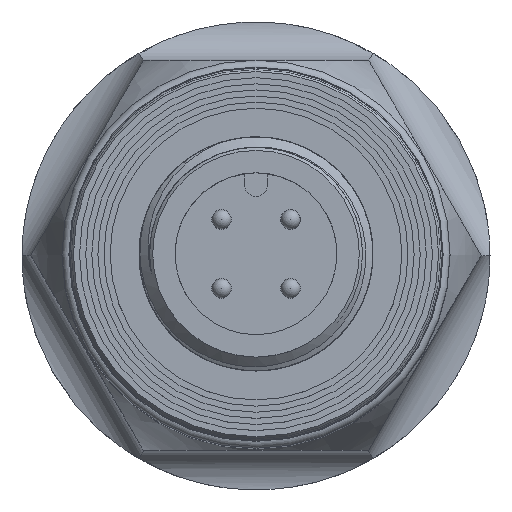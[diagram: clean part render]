
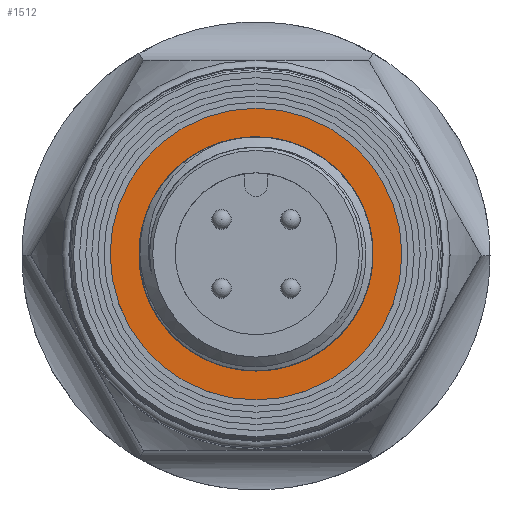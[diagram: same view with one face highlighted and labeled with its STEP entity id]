
A CAD part, top view. The second image highlights one B-rep face of the part: STEP entity #1512.
In plain terms, the highlighted planar face has unit normal (0, 0, 1).
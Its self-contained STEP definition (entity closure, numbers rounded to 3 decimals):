
#163=PLANE('',#1628);
#207=CIRCLE('',#1627,7.48);
#208=CIRCLE('',#1629,5.889);
#435=ORIENTED_EDGE('',*,*,#595,.F.);
#436=ORIENTED_EDGE('',*,*,#594,.T.);
#594=EDGE_CURVE('',#695,#695,#207,.T.);
#595=EDGE_CURVE('',#696,#696,#208,.T.);
#695=VERTEX_POINT('',#11349);
#696=VERTEX_POINT('',#11352);
#821=EDGE_LOOP('',(#435));
#822=EDGE_LOOP('',(#436));
#932=FACE_BOUND('',#821,.T.);
#933=FACE_BOUND('',#822,.T.);
#1512=ADVANCED_FACE('',(#932,#933),#163,.F.);
#1627=AXIS2_PLACEMENT_3D('',#11348,#1852,#1853);
#1628=AXIS2_PLACEMENT_3D('',#11350,#1854,#1855);
#1629=AXIS2_PLACEMENT_3D('',#11351,#1856,#1857);
#1852=DIRECTION('',(0.,0.,1.));
#1853=DIRECTION('',(1.,0.,0.));
#1854=DIRECTION('',(0.,0.,-1.));
#1855=DIRECTION('',(-1.,0.,0.));
#1856=DIRECTION('',(0.,0.,1.));
#1857=DIRECTION('',(1.,0.,0.));
#11348=CARTESIAN_POINT('',(0.,0.,56.2));
#11349=CARTESIAN_POINT('',(7.48,0.,56.2));
#11350=CARTESIAN_POINT('',(5.889,0.,56.2));
#11351=CARTESIAN_POINT('',(0.,0.,56.2));
#11352=CARTESIAN_POINT('',(5.889,0.,56.2));
